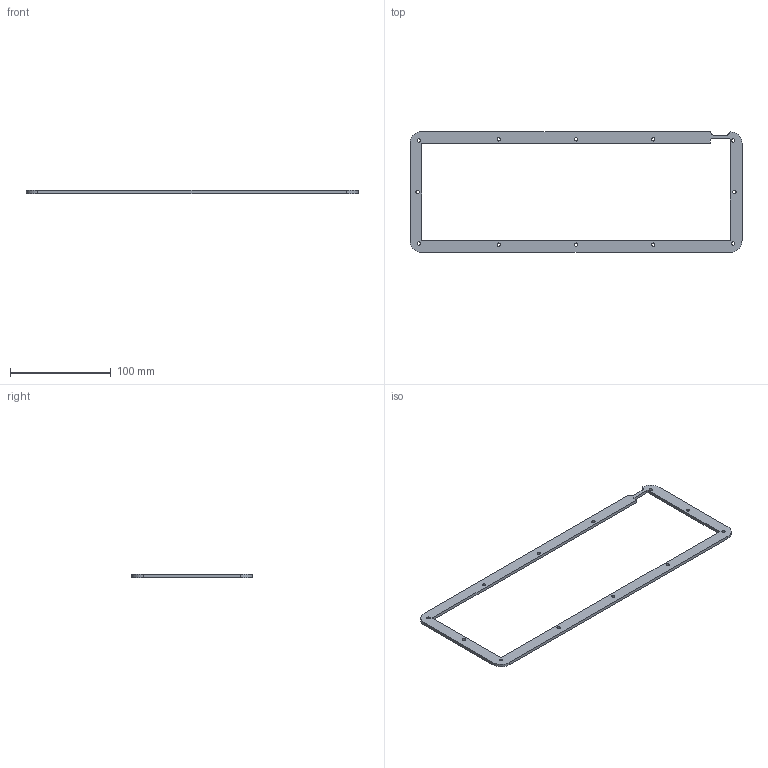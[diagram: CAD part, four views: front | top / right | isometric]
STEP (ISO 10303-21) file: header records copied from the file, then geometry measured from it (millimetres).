
FILE_DESCRIPTION(/* description */ (''),/* implementation_level */ '2;1');
FILE_NAME(/* name */ '4.step',/* time_stamp */ '2023-12-01T19:33:48+08:00',/* author */ (''),/* organization */ (''),/* preprocessor_version */ 'ST-DEVELOPER v20',/* originating_system */ 'Autodesk Translation Framework v12.14.0.127',/* authorisation */ '');
FILE_SCHEMA (('AUTOMOTIVE_DESIGN { 1 0 10303 214 3 1 1 }'));
Length unit declared in the file: millimetre
Products named in the file (1): Fusion 零部件
Bounding box: 328.85 x 119.3 x 3 mm (x, y, z)
Volume: 28240.9 mm3; surface area: 24274.9 mm2
Topology: 1 solids, 1 shells, 38 faces, 108 edges, 72 vertices
Faces by surface type: cylinder 21, plane 15, bspline 2
Full cylindrical faces by diameter (mm): 3.3 x12
Entity records: 1366 total; most frequent: CARTESIAN_POINT 253, DIRECTION 220, ORIENTED_EDGE 216, EDGE_CURVE 108, AXIS2_PLACEMENT_3D 79, VERTEX_POINT 72, EDGE_LOOP 64, LINE 62
